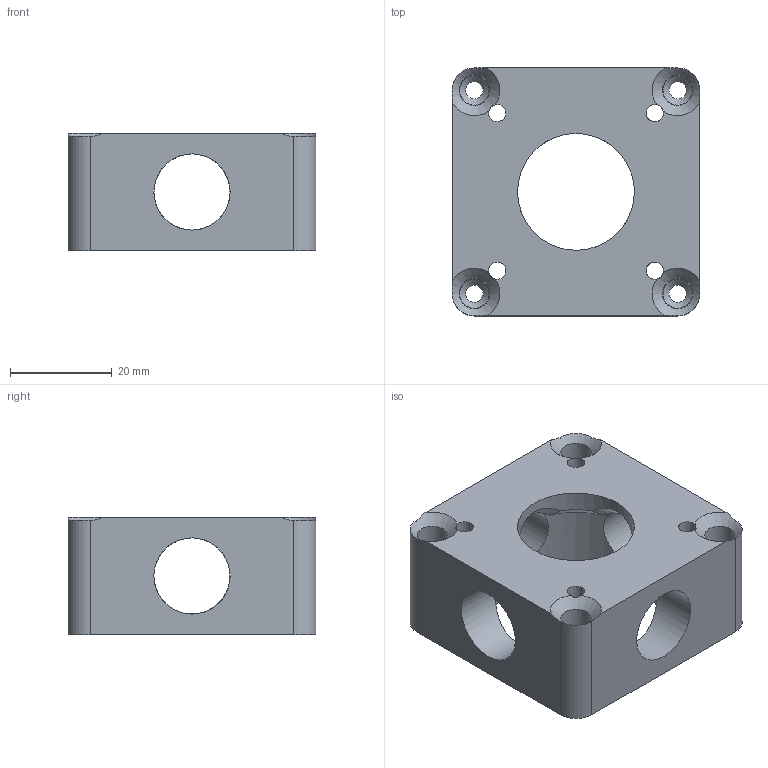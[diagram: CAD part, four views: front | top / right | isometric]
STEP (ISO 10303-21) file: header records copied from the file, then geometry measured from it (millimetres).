
FILE_DESCRIPTION(/* description */ (''),/* implementation_level */ '2;1');
FILE_NAME(/* name */ 'Pump_Adapter.stp',/* time_stamp */ '2016-05-14T20:22:57+02:00',/* author */ ('Cornelius'),/* organization */ (''),/* preprocessor_version */ 'ST-DEVELOPER v16.5',/* originating_system */ 'Autodesk Inventor 2017',/* authorisation */ '');
FILE_SCHEMA (('AUTOMOTIVE_DESIGN { 1 0 10303 214 3 1 1 }'));
Length unit declared in the file: millimetre
Products named in the file (1): Pump_Adapter
Bounding box: 48.8 x 48.8 x 23.1 mm (x, y, z)
Volume: 26367.6 mm3; surface area: 13274.4 mm2
Topology: 1 solids, 1 shells, 64 faces, 188 edges, 122 vertices
Faces by surface type: cylinder 26, plane 18, cone 16, bspline 4
Full cylindrical faces by diameter (mm): 3.4 x8, 6 x8, 15 x4, 23 x1, 33.841 x1
Entity records: 2258 total; most frequent: CARTESIAN_POINT 721, DIRECTION 310, ORIENTED_EDGE 276, AXIS2_PLACEMENT_3D 143, EDGE_CURVE 138, EDGE_LOOP 120, VERTEX_POINT 106, CIRCLE 74
